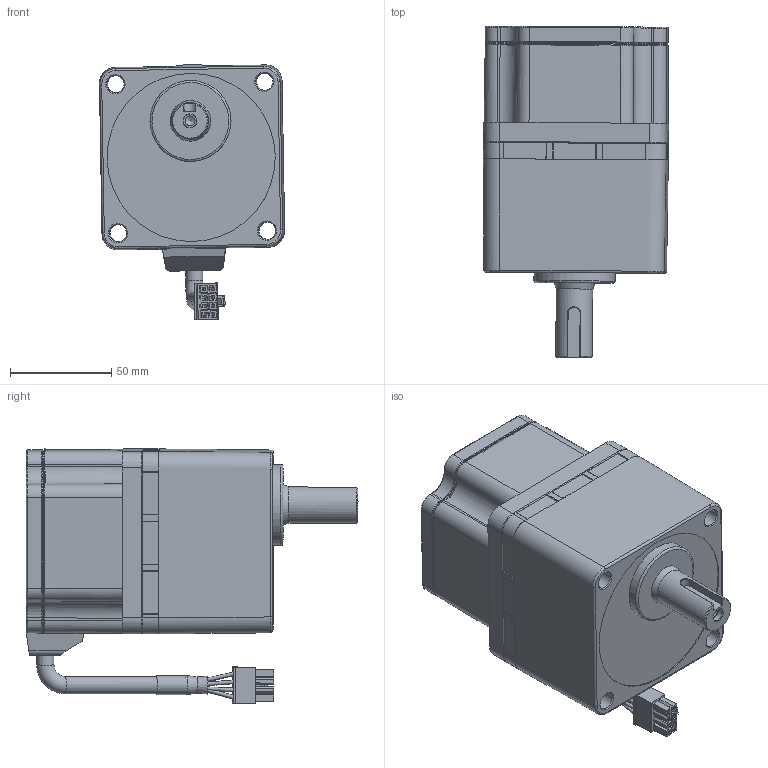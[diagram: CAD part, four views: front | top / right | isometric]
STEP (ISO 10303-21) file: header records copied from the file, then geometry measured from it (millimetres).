
FILE_DESCRIPTION((''),'2;1');
FILE_NAME('K9H(200)B+K9XH100N2.stp','2021-05-18T15:12:00',('AHN'),(''),'Autodesk Inventor 2009','Autodesk Inventor 2009','');
FILE_SCHEMA(('AUTOMOTIVE_DESIGN { 1 0 10303 214 1 1 1 1 }'));
Length unit declared in the file: millimetre
Products named in the file (9): 조립품88; K9XH100N2; 부품35_2_2; 부품35_8; x타입 케이블; 부품35_1; 부품35_2; 하우징; K9H200B
Assembly tree (8 placements, depth 4):
  조립품88
    K9XH100N2
      부품35_2_2
      부품35_8
      x타입 케이블
        부품35_1
        부품35_2
        하우징
    K9H200B
Bounding box: 91.36 x 163.86 x 126.21 mm (x, y, z)
Volume: 928738.9 mm3; surface area: 105578.1 mm2
Topology: 6 solids, 6 shells, 688 faces, 1780 edges, 1124 vertices
Faces by surface type: plane 499, cylinder 105, cone 37, bspline 29, torus 18
Full cylindrical faces by diameter (mm): 1.75 x10, 4.917 x1, 6.5 x1, 7.6 x1, 8.5 x10, 9 x2, 9.3 x4, 9.4 x1, 12 x1, 18 x1, 40 x1, 82 x1, 83 x2, 86.5 x1
Entity records: 23242 total; most frequent: CARTESIAN_POINT 6501, ORIENTED_EDGE 3402, DIRECTION 3291, EDGE_CURVE 1701, VECTOR 1367, LINE 1367, VERTEX_POINT 1111, AXIS2_PLACEMENT_3D 962
